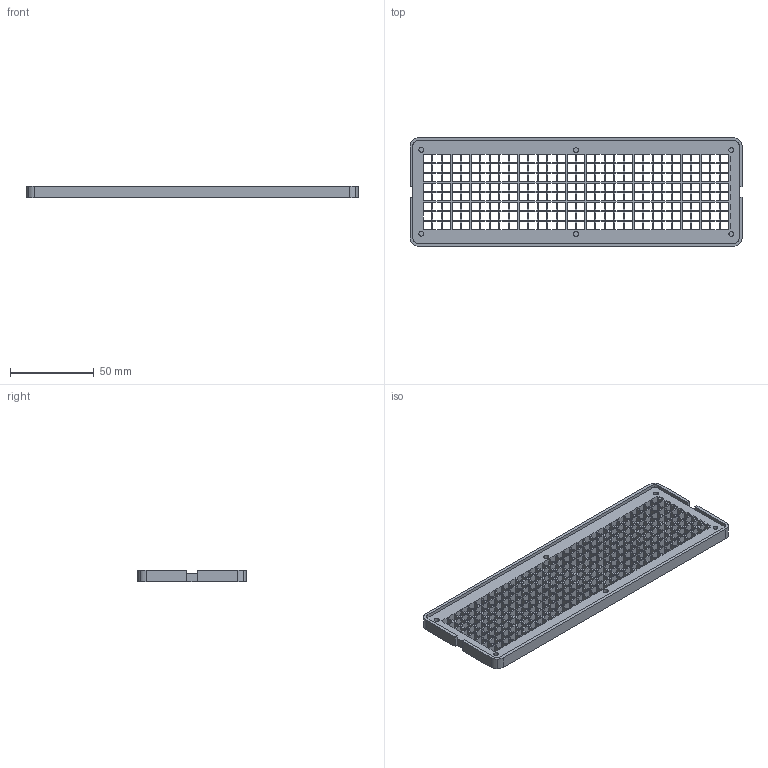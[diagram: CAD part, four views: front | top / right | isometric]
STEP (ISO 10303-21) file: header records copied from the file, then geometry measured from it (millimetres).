
FILE_DESCRIPTION(('STEP AP214'),'1');
FILE_NAME('AwtrixPro_Grid.stp','2020-10-26T19:43:01',(' '),(' '),'Spatial InterOp 3D',' ',' ');
FILE_SCHEMA(('AUTOMOTIVE_DESIGN { 1 0 10303 214 1 1 1 1 }'));
Length unit declared in the file: metre
Products named in the file (1): Volumenkörper
Bounding box: 197.8 x 64.8 x 7.1 mm (x, y, z)
Volume: 32988.8 mm3; surface area: 42123.5 mm2
Topology: 1 solids, 1 shells, 1856 faces, 6292 edges, 4196 vertices
Faces by surface type: plane 1828, cylinder 28
Entity records: 67913 total; most frequent: ORIENTED_EDGE 12584, CARTESIAN_POINT 12345, DIRECTION 10062, EDGE_CURVE 6292, LINE 6236, VECTOR 6236, VERTEX_POINT 4196, EDGE_LOOP 2126
